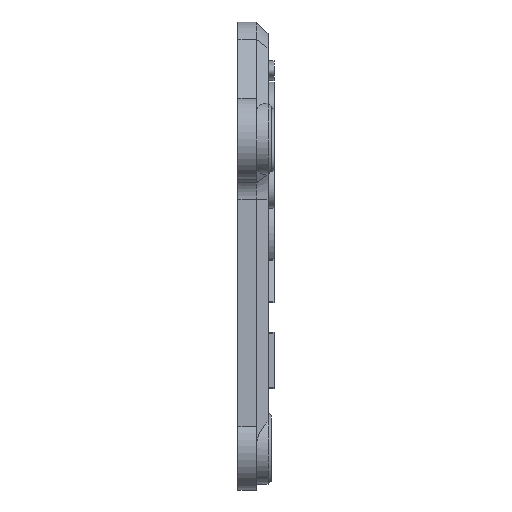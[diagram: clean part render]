
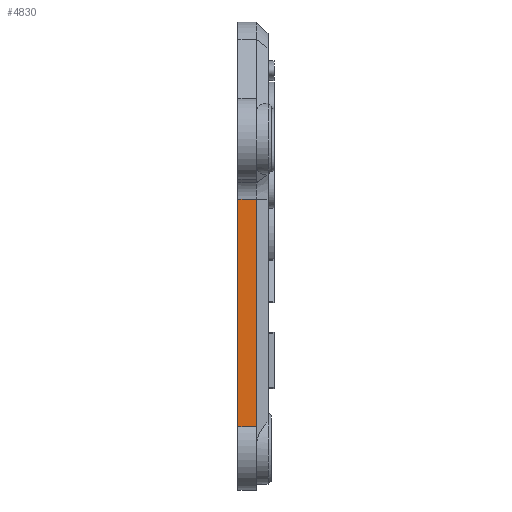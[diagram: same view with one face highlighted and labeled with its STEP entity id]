
A CAD part, left-side view. The second image highlights one B-rep face of the part: STEP entity #4830.
In plain terms, the highlighted planar face has unit normal (-1, 0, 0).
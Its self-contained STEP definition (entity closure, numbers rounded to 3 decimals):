
#652=FACE_OUTER_BOUND('',#965,.T.);
#965=EDGE_LOOP('',(#4209,#4210,#4211,#4212));
#1401=LINE('',#8526,#1841);
#1432=LINE('',#8618,#1872);
#1435=LINE('',#8643,#1875);
#1437=LINE('',#8650,#1877);
#1841=VECTOR('',#5836,10.);
#1872=VECTOR('',#5923,10.);
#1875=VECTOR('',#5948,10.);
#1877=VECTOR('',#5956,10.);
#2305=VERTEX_POINT('',#8519);
#2307=VERTEX_POINT('',#8525);
#2328=VERTEX_POINT('',#8589);
#2351=VERTEX_POINT('',#8642);
#2931=EDGE_CURVE('',#2307,#2305,#1401,.T.);
#2980=EDGE_CURVE('',#2328,#2307,#1432,.T.);
#2991=EDGE_CURVE('',#2328,#2351,#1435,.T.);
#2995=EDGE_CURVE('',#2351,#2305,#1437,.T.);
#4209=ORIENTED_EDGE('',*,*,#2931,.T.);
#4210=ORIENTED_EDGE('',*,*,#2995,.F.);
#4211=ORIENTED_EDGE('',*,*,#2991,.F.);
#4212=ORIENTED_EDGE('',*,*,#2980,.T.);
#4576=PLANE('',#5095);
#4830=ADVANCED_FACE('',(#652),#4576,.T.);
#5095=AXIS2_PLACEMENT_3D('',#8649,#5954,#5955);
#5836=DIRECTION('',(0.,-1.,0.));
#5923=DIRECTION('',(0.,0.,-1.));
#5948=DIRECTION('',(0.,-1.,0.));
#5954=DIRECTION('center_axis',(-1.,0.,0.));
#5955=DIRECTION('ref_axis',(0.,0.,1.));
#5956=DIRECTION('',(0.,0.,-1.));
#8519=CARTESIAN_POINT('',(-9.246,0.5,-35.781));
#8525=CARTESIAN_POINT('',(-9.246,2.025,-35.781));
#8526=CARTESIAN_POINT('',(-9.246,2.025,-35.781));
#8589=CARTESIAN_POINT('',(-9.246,2.025,-16.716));
#8618=CARTESIAN_POINT('',(-9.246,2.025,-20.292));
#8642=CARTESIAN_POINT('',(-9.246,0.5,-16.716));
#8643=CARTESIAN_POINT('',(-9.246,-0.25,-16.716));
#8649=CARTESIAN_POINT('Origin',(-9.246,0.,-40.584));
#8650=CARTESIAN_POINT('',(-9.246,0.5,-31.029));
